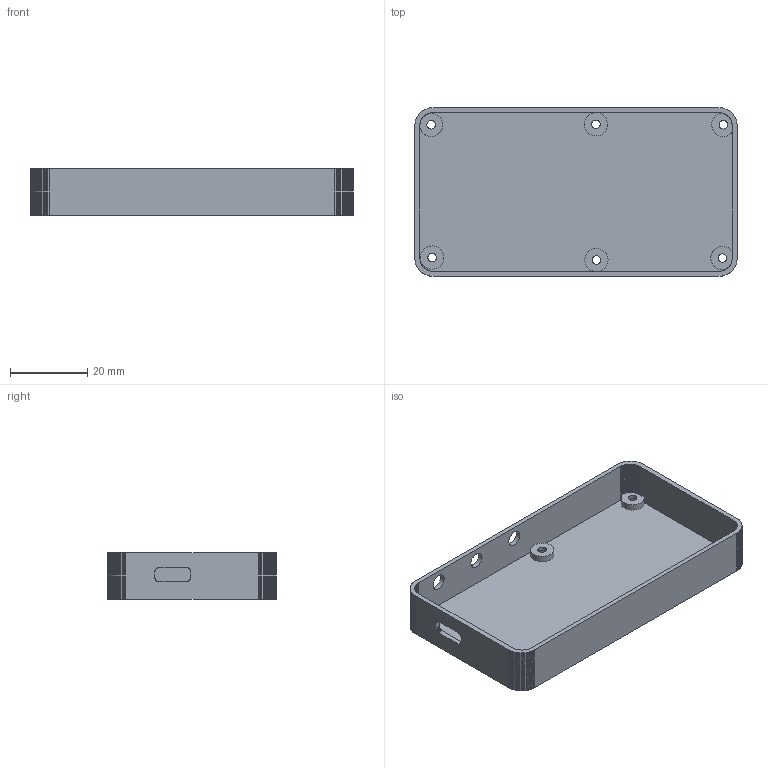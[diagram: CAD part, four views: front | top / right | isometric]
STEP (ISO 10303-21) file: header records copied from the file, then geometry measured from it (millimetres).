
FILE_DESCRIPTION(('Designed by EasyEDA Pro'),'2;1');
FILE_NAME('Open CASCADE Shape Model','2024-08-08T10:36:46',('Author'),( 'Open CASCADE'),'Open CASCADE STEP processor 7.6','Open CASCADE 7.6' ,'Unknown');
FILE_SCHEMA(('AUTOMOTIVE_DESIGN { 1 0 10303 214 1 1 1 1 }'));
Length unit declared in the file: millimetre
Products named in the file (1): Open CASCADE STEP translator 7.6 2
Bounding box: 83.19 x 43.56 x 12 mm (x, y, z)
Volume: 7876.6 mm3; surface area: 12920.5 mm2
Topology: 1 solids, 1 shells, 324 faces, 939 edges, 626 vertices
Faces by surface type: bspline 324
Entity records: 20612 total; most frequent: CARTESIAN_POINT 8391, B_SPLINE_CURVE_WITH_KNOTS 2733, ORIENTED_EDGE 1878, PCURVE 1878, DEFINITIONAL_REPRESENTATION 1878, EDGE_CURVE 939, SURFACE_CURVE 922, VERTEX_POINT 626
